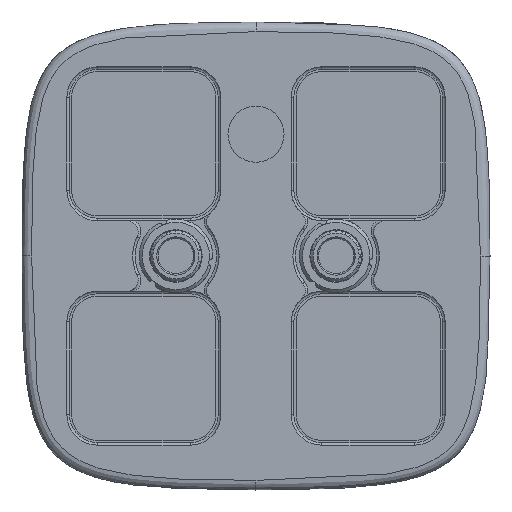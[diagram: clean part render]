
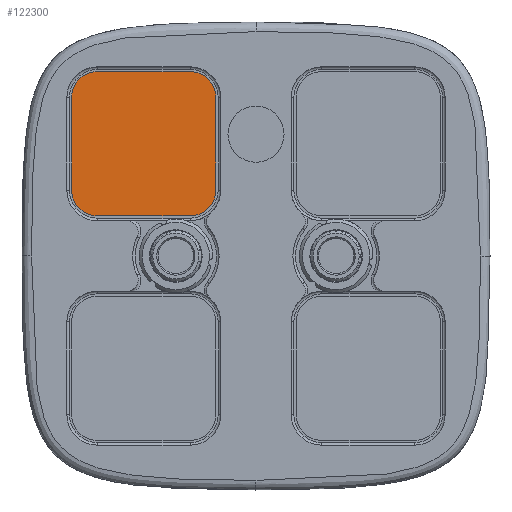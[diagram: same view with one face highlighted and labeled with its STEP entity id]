
A CAD part, front view. The second image highlights one B-rep face of the part: STEP entity #122300.
In plain terms, the highlighted face is planar.
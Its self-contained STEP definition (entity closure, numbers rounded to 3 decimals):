
#2250 = CARTESIAN_POINT ( 'NONE',  ( -11.519, 24.743, -45.338 ) ) ;
#2935 = ORIENTED_EDGE ( 'NONE', *, *, #30656, .F. ) ;
#6856 = EDGE_CURVE ( 'NONE', #17173, #97346, #103946, .T. ) ;
#6875 = CARTESIAN_POINT ( 'NONE',  ( -48.519, 32.743, -45.338 ) ) ;
#6881 = AXIS2_PLACEMENT_3D ( 'NONE', #146937, #54171, #30343 ) ;
#8448 = CIRCLE ( 'NONE', #97962, 8. ) ;
#10651 = VECTOR ( 'NONE', #15109, 1000. ) ;
#12028 = LINE ( 'NONE', #101329, #145528 ) ;
#14901 = EDGE_CURVE ( 'NONE', #134153, #81983, #44324, .T. ) ;
#15109 = DIRECTION ( 'NONE',  ( 0., 1., 0. ) ) ;
#15199 = EDGE_LOOP ( 'NONE', ( #56053, #147002, #49633, #164963, #2935, #131110, #43844, #32449 ) ) ;
#15938 = LINE ( 'NONE', #130854, #10651 ) ;
#17173 = VERTEX_POINT ( 'NONE', #72685 ) ;
#18001 = CARTESIAN_POINT ( 'NONE',  ( -40.519, 32.743, -45.338 ) ) ;
#18846 = CARTESIAN_POINT ( 'NONE',  ( -3.519, 32.743, -45.338 ) ) ;
#22142 = CARTESIAN_POINT ( 'NONE',  ( -11.519, 61.743, -45.338 ) ) ;
#30343 = DIRECTION ( 'NONE',  ( 0., -1., 0. ) ) ;
#30656 = EDGE_CURVE ( 'NONE', #154223, #100340, #15938, .T. ) ;
#32449 = ORIENTED_EDGE ( 'NONE', *, *, #135033, .T. ) ;
#33124 = CARTESIAN_POINT ( 'NONE',  ( -40.519, 61.743, -45.338 ) ) ;
#33957 = DIRECTION ( 'NONE',  ( 0., 0., -1. ) ) ;
#36736 = CARTESIAN_POINT ( 'NONE',  ( -48.519, 61.743, -45.338 ) ) ;
#39620 = CARTESIAN_POINT ( 'NONE',  ( -40.519, 24.743, -45.338 ) ) ;
#43844 = ORIENTED_EDGE ( 'NONE', *, *, #125414, .F. ) ;
#44324 = LINE ( 'NONE', #111517, #67144 ) ;
#49633 = ORIENTED_EDGE ( 'NONE', *, *, #6856, .T. ) ;
#53719 = EDGE_CURVE ( 'NONE', #97346, #100340, #117047, .T. ) ;
#53730 = DIRECTION ( 'NONE',  ( 0., -1., 0. ) ) ;
#54171 = DIRECTION ( 'NONE',  ( 0., 0., -1. ) ) ;
#56053 = ORIENTED_EDGE ( 'NONE', *, *, #14901, .T. ) ;
#59622 = AXIS2_PLACEMENT_3D ( 'NONE', #18001, #120094, #53730 ) ;
#60361 = FACE_OUTER_BOUND ( 'NONE', #15199, .T. ) ;
#67144 = VECTOR ( 'NONE', #163455, 1000. ) ;
#67770 = VERTEX_POINT ( 'NONE', #2250 ) ;
#72685 = CARTESIAN_POINT ( 'NONE',  ( -40.519, 69.743, -45.338 ) ) ;
#74028 = DIRECTION ( 'NONE',  ( 0., -1., 0. ) ) ;
#81983 = VERTEX_POINT ( 'NONE', #36736 ) ;
#93728 = CIRCLE ( 'NONE', #6881, 8. ) ;
#97346 = VERTEX_POINT ( 'NONE', #153449 ) ;
#97724 = DIRECTION ( 'NONE',  ( 0., 0., 1. ) ) ;
#97962 = AXIS2_PLACEMENT_3D ( 'NONE', #33124, #33957, #165834 ) ;
#100340 = VERTEX_POINT ( 'NONE', #129622 ) ;
#101329 = CARTESIAN_POINT ( 'NONE',  ( -26.019, 24.743, -45.338 ) ) ;
#103946 = LINE ( 'NONE', #118393, #150497 ) ;
#104372 = EDGE_CURVE ( 'NONE', #154223, #67770, #93728, .T. ) ;
#108897 = AXIS2_PLACEMENT_3D ( 'NONE', #22142, #114828, #74028 ) ;
#111517 = CARTESIAN_POINT ( 'NONE',  ( -48.519, 47.243, -45.338 ) ) ;
#112246 = DIRECTION ( 'NONE',  ( 0., -1., 0. ) ) ;
#114828 = DIRECTION ( 'NONE',  ( 0., 0., -1. ) ) ;
#117047 = CIRCLE ( 'NONE', #108897, 8. ) ;
#117077 = EDGE_CURVE ( 'NONE', #81983, #17173, #8448, .T. ) ;
#118393 = CARTESIAN_POINT ( 'NONE',  ( -26.019, 69.743, -45.338 ) ) ;
#120094 = DIRECTION ( 'NONE',  ( 0., 0., -1. ) ) ;
#122300 = ADVANCED_FACE ( 'NONE', ( #60361 ), #148047, .F. ) ;
#125414 = EDGE_CURVE ( 'NONE', #155499, #67770, #12028, .T. ) ;
#129622 = CARTESIAN_POINT ( 'NONE',  ( -3.519, 61.743, -45.338 ) ) ;
#130854 = CARTESIAN_POINT ( 'NONE',  ( -3.519, 47.243, -45.338 ) ) ;
#131110 = ORIENTED_EDGE ( 'NONE', *, *, #104372, .T. ) ;
#133669 = AXIS2_PLACEMENT_3D ( 'NONE', #135290, #97724, #112246 ) ;
#134153 = VERTEX_POINT ( 'NONE', #6875 ) ;
#135033 = EDGE_CURVE ( 'NONE', #155499, #134153, #168329, .T. ) ;
#135290 = CARTESIAN_POINT ( 'NONE',  ( -26.019, 47.243, -45.338 ) ) ;
#141484 = DIRECTION ( 'NONE',  ( 1., 0., 0. ) ) ;
#143056 = DIRECTION ( 'NONE',  ( 1., 0., 0. ) ) ;
#145528 = VECTOR ( 'NONE', #143056, 1000. ) ;
#146937 = CARTESIAN_POINT ( 'NONE',  ( -11.519, 32.743, -45.338 ) ) ;
#147002 = ORIENTED_EDGE ( 'NONE', *, *, #117077, .T. ) ;
#148047 = PLANE ( 'NONE',  #133669 ) ;
#150497 = VECTOR ( 'NONE', #141484, 1000. ) ;
#153449 = CARTESIAN_POINT ( 'NONE',  ( -11.519, 69.743, -45.338 ) ) ;
#154223 = VERTEX_POINT ( 'NONE', #18846 ) ;
#155499 = VERTEX_POINT ( 'NONE', #39620 ) ;
#163455 = DIRECTION ( 'NONE',  ( 0., 1., 0. ) ) ;
#164963 = ORIENTED_EDGE ( 'NONE', *, *, #53719, .T. ) ;
#165834 = DIRECTION ( 'NONE',  ( 0., -1., 0. ) ) ;
#168329 = CIRCLE ( 'NONE', #59622, 8. ) ;
